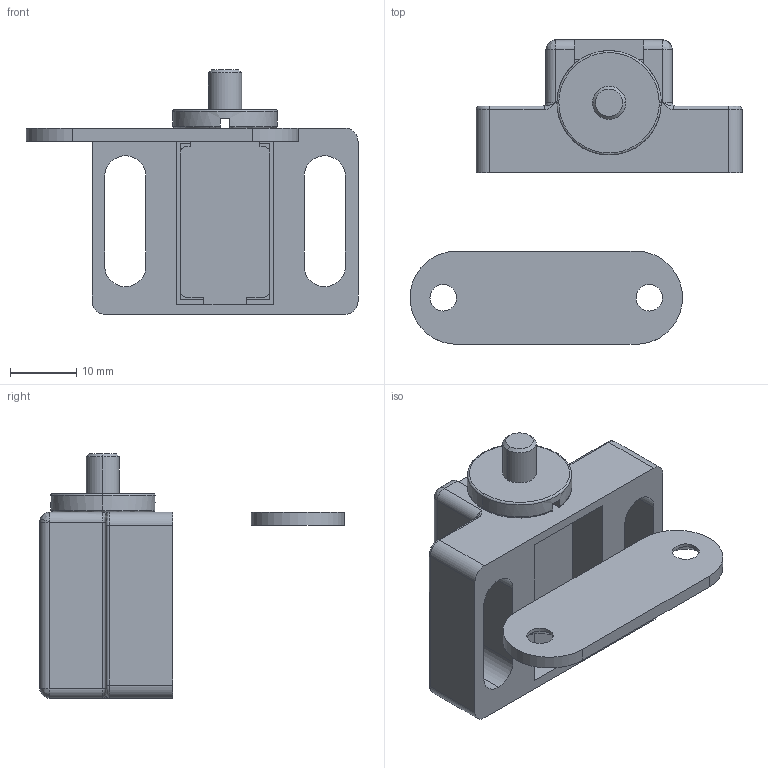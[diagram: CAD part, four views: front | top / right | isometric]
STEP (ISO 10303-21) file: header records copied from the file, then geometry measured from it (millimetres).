
FILE_DESCRIPTION (( 'STEP AP214' ), '1' );
FILE_NAME ('093044.STEP', '2014-05-13T08:04:17', ( '' ), ( '' ), 'SwSTEP 2.0', 'SolidWorks 2014', '' );
FILE_SCHEMA (( 'AUTOMOTIVE_DESIGN' ));
Length unit declared in the file: millimetre
Products named in the file (1): 093044
Bounding box: 49.94 x 45.82 x 36.8 mm (x, y, z)
Volume: 12790.5 mm3; surface area: 10616.1 mm2
Topology: 6 solids, 6 shells, 148 faces, 382 edges, 238 vertices
Faces by surface type: plane 72, cylinder 47, bspline 23, cone 6
Entity records: 6734 total; most frequent: CARTESIAN_POINT 1490, ORIENTED_EDGE 752, DIRECTION 719, EDGE_CURVE 376, AXIS2_PLACEMENT_3D 242, VERTEX_POINT 238, VECTOR 235, LINE 235
